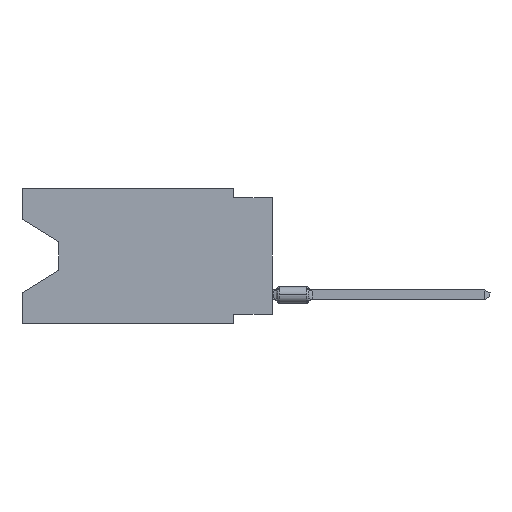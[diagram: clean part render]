
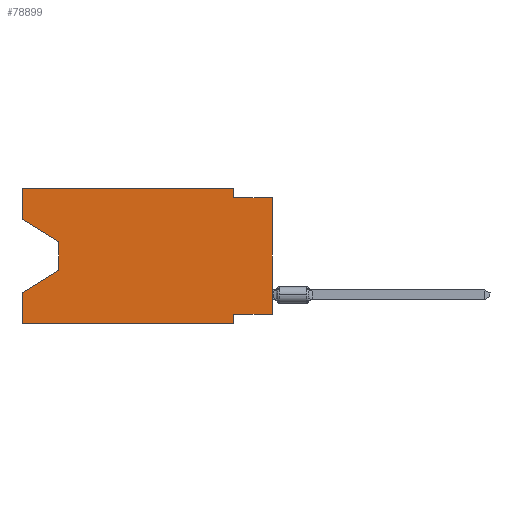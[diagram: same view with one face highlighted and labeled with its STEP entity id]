
A CAD part, left-side view. The second image highlights one B-rep face of the part: STEP entity #78899.
In plain terms, the highlighted planar face has unit normal (-1, 0, 0).
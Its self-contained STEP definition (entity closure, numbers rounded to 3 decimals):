
#742 = DIRECTION ( 'NONE',  ( 0., -1., 0. ) ) ;
#1373 = EDGE_LOOP ( 'NONE', ( #7769, #5332, #13300, #8503, #36223, #6180, #39548, #15009, #78787, #5428, #82957, #74883 ) ) ;
#1952 = CARTESIAN_POINT ( 'NONE',  ( 0., 16.383, 0. ) ) ;
#4302 = VECTOR ( 'NONE', #61062, 1000. ) ;
#5199 = LINE ( 'NONE', #75294, #66675 ) ;
#5332 = ORIENTED_EDGE ( 'NONE', *, *, #59664, .T. ) ;
#5428 = ORIENTED_EDGE ( 'NONE', *, *, #5436, .F. ) ;
#5435 = EDGE_CURVE ( 'NONE', #78201, #40202, #15020, .T. ) ;
#5436 = EDGE_CURVE ( 'NONE', #43298, #40598, #59925, .T. ) ;
#5571 = VECTOR ( 'NONE', #51039, 1000. ) ;
#6180 = ORIENTED_EDGE ( 'NONE', *, *, #37512, .F. ) ;
#7468 = CARTESIAN_POINT ( 'NONE',  ( 0., 13.97, -5.385 ) ) ;
#7769 = ORIENTED_EDGE ( 'NONE', *, *, #44957, .T. ) ;
#8503 = ORIENTED_EDGE ( 'NONE', *, *, #47161, .F. ) ;
#8716 = DIRECTION ( 'NONE',  ( 0., 0., -1. ) ) ;
#8717 = DIRECTION ( 'NONE',  ( 0., 0.855, -0.519 ) ) ;
#9164 = DIRECTION ( 'NONE',  ( 0., -0.855, -0.519 ) ) ;
#9431 = CARTESIAN_POINT ( 'NONE',  ( 0., 16.383, -8.89 ) ) ;
#9596 = EDGE_CURVE ( 'NONE', #56776, #47022, #47710, .T. ) ;
#10262 = CARTESIAN_POINT ( 'NONE',  ( 0., 2.54, -8.89 ) ) ;
#10368 = DIRECTION ( 'NONE',  ( 0., 1., 0. ) ) ;
#11368 = EDGE_CURVE ( 'NONE', #14622, #43298, #58254, .T. ) ;
#11521 = VERTEX_POINT ( 'NONE', #40977 ) ;
#12452 = CARTESIAN_POINT ( 'NONE',  ( 0., 0., -0.635 ) ) ;
#12485 = VECTOR ( 'NONE', #47184, 1000. ) ;
#13300 = ORIENTED_EDGE ( 'NONE', *, *, #5435, .T. ) ;
#14622 = VERTEX_POINT ( 'NONE', #1952 ) ;
#15009 = ORIENTED_EDGE ( 'NONE', *, *, #25277, .T. ) ;
#15020 = LINE ( 'NONE', #7468, #58939 ) ;
#15791 = VERTEX_POINT ( 'NONE', #53990 ) ;
#16132 = CARTESIAN_POINT ( 'NONE',  ( 0., 16.383, -8.89 ) ) ;
#16278 = VERTEX_POINT ( 'NONE', #16132 ) ;
#17691 = VECTOR ( 'NONE', #65979, 1000. ) ;
#17792 = DIRECTION ( 'NONE',  ( 0., 0., 1. ) ) ;
#20143 = EDGE_CURVE ( 'NONE', #16278, #40654, #26638, .T. ) ;
#22024 = AXIS2_PLACEMENT_3D ( 'NONE', #72089, #77566, #8716 ) ;
#22735 = VECTOR ( 'NONE', #29667, 1000. ) ;
#25277 = EDGE_CURVE ( 'NONE', #56776, #43107, #5199, .T. ) ;
#25472 = VECTOR ( 'NONE', #9164, 1000. ) ;
#25697 = DIRECTION ( 'NONE',  ( 0., 0., 1. ) ) ;
#26638 = LINE ( 'NONE', #9431, #12485 ) ;
#27150 = CARTESIAN_POINT ( 'NONE',  ( 0., 16.383, 0. ) ) ;
#29667 = DIRECTION ( 'NONE',  ( 0., 0., -1. ) ) ;
#29900 = CARTESIAN_POINT ( 'NONE',  ( 0., 2.54, -0.635 ) ) ;
#30911 = LINE ( 'NONE', #12452, #5571 ) ;
#31977 = CARTESIAN_POINT ( 'NONE',  ( 0., 2.54, -8.89 ) ) ;
#32004 = LINE ( 'NONE', #57622, #35125 ) ;
#33065 = VECTOR ( 'NONE', #742, 1000. ) ;
#35125 = VECTOR ( 'NONE', #25697, 1000. ) ;
#35568 = CARTESIAN_POINT ( 'NONE',  ( 0., 16.383, -6.852 ) ) ;
#36223 = ORIENTED_EDGE ( 'NONE', *, *, #20143, .T. ) ;
#36372 = CARTESIAN_POINT ( 'NONE',  ( 0., 0., -8.255 ) ) ;
#36893 = CARTESIAN_POINT ( 'NONE',  ( 0., 13.97, -3.505 ) ) ;
#37312 = EDGE_CURVE ( 'NONE', #40598, #43107, #30911, .T. ) ;
#37512 = EDGE_CURVE ( 'NONE', #47022, #40654, #48029, .T. ) ;
#39548 = ORIENTED_EDGE ( 'NONE', *, *, #9596, .F. ) ;
#40202 = VERTEX_POINT ( 'NONE', #35568 ) ;
#40362 = LINE ( 'NONE', #40770, #17691 ) ;
#40591 = FACE_OUTER_BOUND ( 'NONE', #1373, .T. ) ;
#40598 = VERTEX_POINT ( 'NONE', #29900 ) ;
#40654 = VERTEX_POINT ( 'NONE', #31977 ) ;
#40770 = CARTESIAN_POINT ( 'NONE',  ( 0., 16.383, 0. ) ) ;
#40977 = CARTESIAN_POINT ( 'NONE',  ( 0., 16.383, -2.038 ) ) ;
#41449 = LINE ( 'NONE', #66666, #25472 ) ;
#43107 = VERTEX_POINT ( 'NONE', #53636 ) ;
#43298 = VERTEX_POINT ( 'NONE', #82971 ) ;
#44008 = LINE ( 'NONE', #36893, #52789 ) ;
#44957 = EDGE_CURVE ( 'NONE', #11521, #15791, #41449, .T. ) ;
#45242 = CARTESIAN_POINT ( 'NONE',  ( 0., 2.54, 0. ) ) ;
#46014 = CARTESIAN_POINT ( 'NONE',  ( 0., 0., -8.255 ) ) ;
#47022 = VERTEX_POINT ( 'NONE', #69372 ) ;
#47161 = EDGE_CURVE ( 'NONE', #16278, #40202, #32004, .T. ) ;
#47184 = DIRECTION ( 'NONE',  ( 0., -1., 0. ) ) ;
#47710 = LINE ( 'NONE', #36372, #63556 ) ;
#48029 = LINE ( 'NONE', #10262, #4302 ) ;
#51039 = DIRECTION ( 'NONE',  ( 0., -1., 0. ) ) ;
#52789 = VECTOR ( 'NONE', #81807, 1000. ) ;
#53636 = CARTESIAN_POINT ( 'NONE',  ( 0., 0., -0.635 ) ) ;
#53990 = CARTESIAN_POINT ( 'NONE',  ( 0., 13.97, -3.505 ) ) ;
#56776 = VERTEX_POINT ( 'NONE', #46014 ) ;
#57622 = CARTESIAN_POINT ( 'NONE',  ( 0., 16.383, 0. ) ) ;
#57728 = EDGE_CURVE ( 'NONE', #11521, #14622, #40362, .T. ) ;
#58254 = LINE ( 'NONE', #27150, #33065 ) ;
#58939 = VECTOR ( 'NONE', #8717, 1000. ) ;
#59664 = EDGE_CURVE ( 'NONE', #15791, #78201, #44008, .T. ) ;
#59925 = LINE ( 'NONE', #45242, #22735 ) ;
#61062 = DIRECTION ( 'NONE',  ( 0., 0., -1. ) ) ;
#63556 = VECTOR ( 'NONE', #10368, 1000. ) ;
#65979 = DIRECTION ( 'NONE',  ( 0., 0., 1. ) ) ;
#66666 = CARTESIAN_POINT ( 'NONE',  ( 0., 16.383, -2.038 ) ) ;
#66675 = VECTOR ( 'NONE', #17792, 1000. ) ;
#67745 = CARTESIAN_POINT ( 'NONE',  ( 0., 13.97, -5.385 ) ) ;
#69372 = CARTESIAN_POINT ( 'NONE',  ( 0., 2.54, -8.255 ) ) ;
#72089 = CARTESIAN_POINT ( 'NONE',  ( 0., 16.383, 0. ) ) ;
#72912 = PLANE ( 'NONE',  #22024 ) ;
#74883 = ORIENTED_EDGE ( 'NONE', *, *, #57728, .F. ) ;
#75294 = CARTESIAN_POINT ( 'NONE',  ( 0., 0., 0. ) ) ;
#77566 = DIRECTION ( 'NONE',  ( 1., 0., 0. ) ) ;
#78201 = VERTEX_POINT ( 'NONE', #67745 ) ;
#78787 = ORIENTED_EDGE ( 'NONE', *, *, #37312, .F. ) ;
#78899 = ADVANCED_FACE ( 'NONE', ( #40591 ), #72912, .F. ) ;
#81807 = DIRECTION ( 'NONE',  ( 0., 0., -1. ) ) ;
#82957 = ORIENTED_EDGE ( 'NONE', *, *, #11368, .F. ) ;
#82971 = CARTESIAN_POINT ( 'NONE',  ( 0., 2.54, 0. ) ) ;
